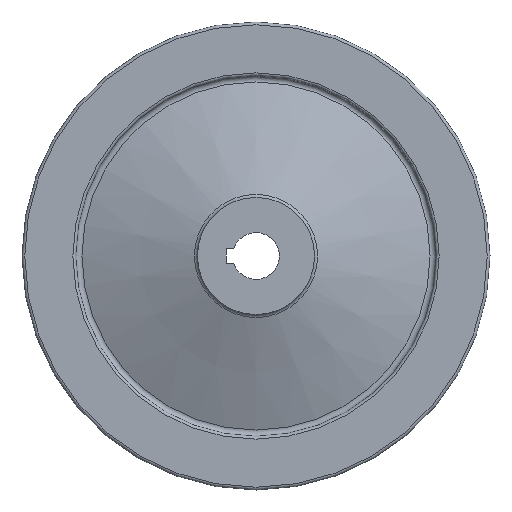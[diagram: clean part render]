
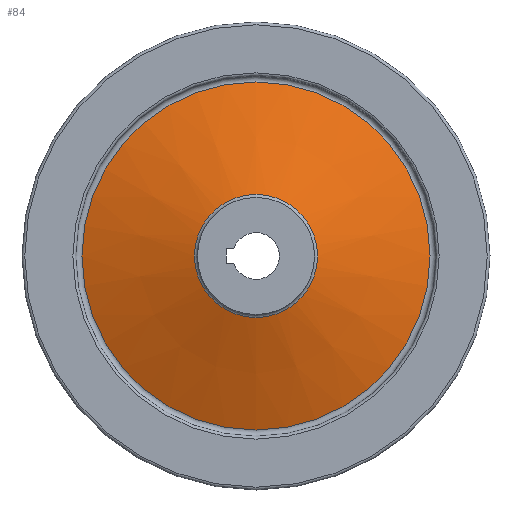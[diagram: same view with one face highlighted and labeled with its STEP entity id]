
A CAD part, left-side view. The second image highlights one B-rep face of the part: STEP entity #84.
In plain terms, the highlighted conical face has half-angle 69.984 degrees and reference radius 26.315 mm.
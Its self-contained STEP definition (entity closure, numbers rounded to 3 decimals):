
#84 = ADVANCED_FACE( '', ( #180, #181 ), #182, .T. );
#180 = FACE_OUTER_BOUND( '', #271, .T. );
#181 = FACE_BOUND( '', #272, .T. );
#182 = CONICAL_SURFACE( '', #273, 26.315, 1.221 );
#271 = EDGE_LOOP( '', ( #409 ) );
#272 = EDGE_LOOP( '', ( #410 ) );
#273 = AXIS2_PLACEMENT_3D( '', #411, #412, #413 );
#409 = ORIENTED_EDGE( '', *, *, #458, .F. );
#410 = ORIENTED_EDGE( '', *, *, #462, .T. );
#411 = CARTESIAN_POINT( '', ( 15.031, 0., 0. ) );
#412 = DIRECTION( '', ( 1., 0., 0. ) );
#413 = DIRECTION( '', ( 0., 0., -1. ) );
#458 = EDGE_CURVE( '', #527, #527, #528, .T. );
#462 = EDGE_CURVE( '', #533, #533, #534, .T. );
#527 = VERTEX_POINT( '', #609 );
#528 = CIRCLE( '', #610, 74.365 );
#533 = VERTEX_POINT( '', #615 );
#534 = CIRCLE( '', #616, 26.315 );
#609 = CARTESIAN_POINT( '', ( 32.535, 0., -74.365 ) );
#610 = AXIS2_PLACEMENT_3D( '', #686, #687, #688 );
#615 = CARTESIAN_POINT( '', ( 15.031, 0., -26.315 ) );
#616 = AXIS2_PLACEMENT_3D( '', #692, #693, #694 );
#686 = CARTESIAN_POINT( '', ( 32.535, 0., 0. ) );
#687 = DIRECTION( '', ( 1., 0., 0. ) );
#688 = DIRECTION( '', ( 0., 0., -1. ) );
#692 = CARTESIAN_POINT( '', ( 15.031, 0., 0. ) );
#693 = DIRECTION( '', ( 1., 0., 0. ) );
#694 = DIRECTION( '', ( 0., 0., -1. ) );
